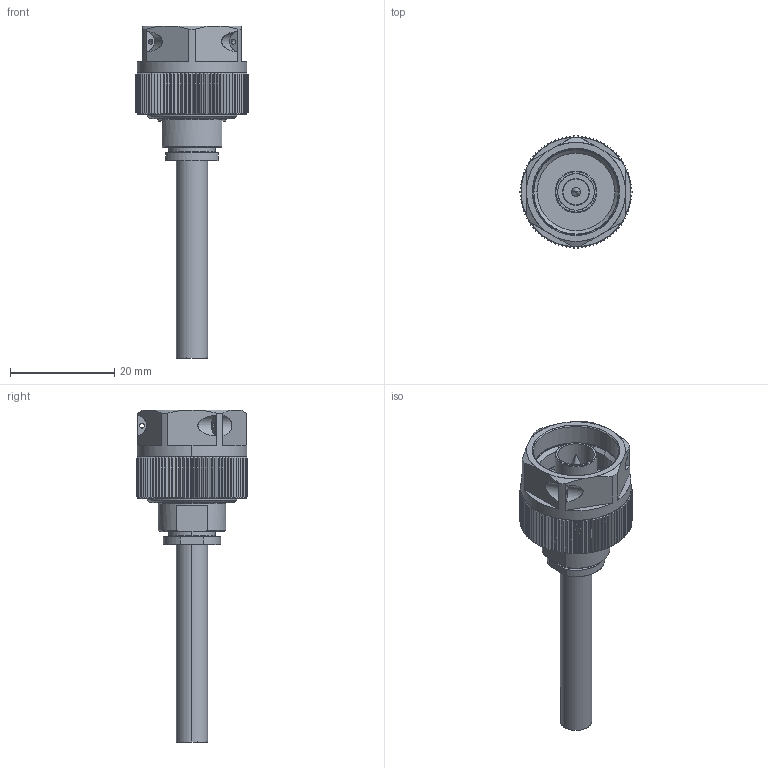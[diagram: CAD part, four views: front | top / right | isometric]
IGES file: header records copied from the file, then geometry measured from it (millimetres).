
Start section: SolidWorks IGES file using analytic representation for surfaces
Global section: file name: R163.065.L01 A.IGS; native system: SolidWorks 2008; preprocessor: SolidWorks 2008; author: BERGER_C; date: 091006.134924; units: millimetre
Bounding box: 21.5 x 21.49 x 63.73 mm (x, y, z)
Surface area: 4857.7 mm2 (no closed solid volume)
Topology: 0 solids, 0 shells, 594 faces, 4436 edges, 4436 vertices
Faces by surface type: bspline 324, revolution 270
